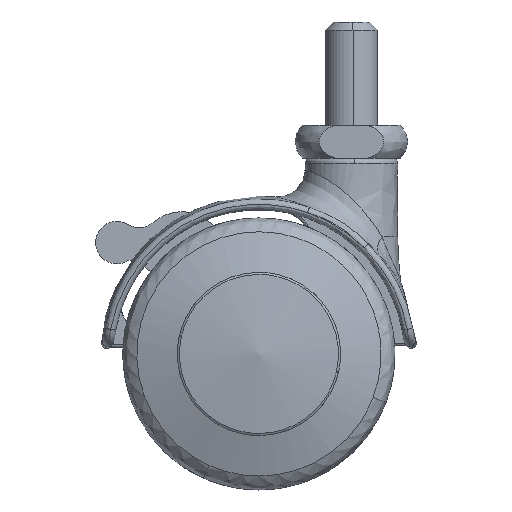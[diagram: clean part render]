
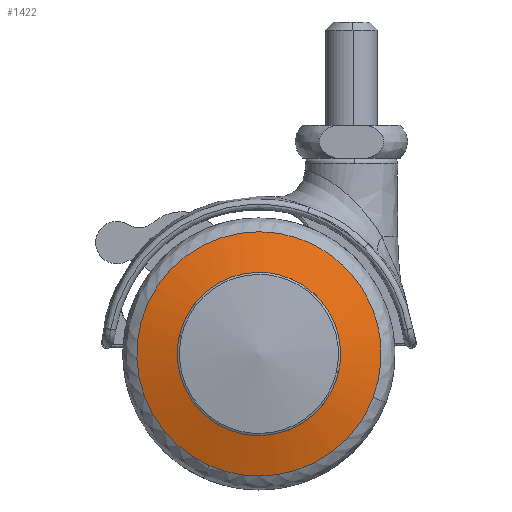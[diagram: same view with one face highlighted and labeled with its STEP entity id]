
A CAD part, front view. The second image highlights one B-rep face of the part: STEP entity #1422.
In plain terms, the highlighted free-form (B-spline) face has degree [2, 2] with [4, 4] control points.
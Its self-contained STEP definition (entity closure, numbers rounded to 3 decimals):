
#688=CARTESIAN_POINT('',(14.895,-20.67,-1.77));
#689=VERTEX_POINT('',#688);
#690=CARTESIAN_POINT('',(0.0,-20.67,15.0));
#691=VERTEX_POINT('',#690);
#692=CARTESIAN_POINT('',(14.895,-20.67,-1.77));
#693=CARTESIAN_POINT('',(15.,-20.67,-0.888));
#694=CARTESIAN_POINT('',(15.0,-20.67,0.));
#695=CARTESIAN_POINT('',(15.,-20.67,15.));
#696=CARTESIAN_POINT('',(0.0,-20.67,15.0));
#704=(BOUNDED_CURVE()B_SPLINE_CURVE(2,(#692,#693,#694,#695,#696),.UNSPECIFIED.,.F.,.U.)B_SPLINE_CURVE_WITH_KNOTS((3,2,3),(0.23,0.25,0.5),.UNSPECIFIED.)CURVE()GEOMETRIC_REPRESENTATION_ITEM()RATIONAL_B_SPLINE_CURVE((0.956,0.976,1.0,0.707,1.0))REPRESENTATION_ITEM(''));
#705=EDGE_CURVE('',#689,#691,#704,.T.);
#707=CARTESIAN_POINT('',(-14.972,-20.67,0.916));
#708=VERTEX_POINT('',#707);
#709=CARTESIAN_POINT('',(0.0,-20.67,15.0));
#710=CARTESIAN_POINT('',(-14.111,-20.67,15.));
#711=CARTESIAN_POINT('',(-14.972,-20.67,0.916));
#719=(BOUNDED_CURVE()B_SPLINE_CURVE(2,(#709,#710,#711),.UNSPECIFIED.,.F.,.U.)B_SPLINE_CURVE_WITH_KNOTS((3,3),(0.5,0.739),.UNSPECIFIED.)CURVE()GEOMETRIC_REPRESENTATION_ITEM()RATIONAL_B_SPLINE_CURVE((1.0,0.72,0.976))REPRESENTATION_ITEM(''));
#720=EDGE_CURVE('',#691,#708,#719,.T.);
#787=CARTESIAN_POINT('',(0.0,-20.67,-15.0));
#788=VERTEX_POINT('',#787);
#789=CARTESIAN_POINT('',(0.0,-20.67,-15.0));
#790=CARTESIAN_POINT('',(13.323,-20.67,-15.));
#791=CARTESIAN_POINT('',(14.895,-20.67,-1.77));
#799=(BOUNDED_CURVE()B_SPLINE_CURVE(2,(#789,#790,#791),.UNSPECIFIED.,.F.,.U.)B_SPLINE_CURVE_WITH_KNOTS((3,3),(0.0,0.23),.UNSPECIFIED.)CURVE()GEOMETRIC_REPRESENTATION_ITEM()RATIONAL_B_SPLINE_CURVE((1.0,0.731,0.956))REPRESENTATION_ITEM(''));
#800=EDGE_CURVE('',#788,#689,#799,.T.);
#834=CARTESIAN_POINT('',(-14.972,-20.67,0.916));
#835=CARTESIAN_POINT('',(-15.,-20.67,0.458));
#836=CARTESIAN_POINT('',(-15.0,-20.67,0.));
#837=CARTESIAN_POINT('',(-15.,-20.67,-15.));
#838=CARTESIAN_POINT('',(0.0,-20.67,-15.0));
#846=(BOUNDED_CURVE()B_SPLINE_CURVE(2,(#834,#835,#836,#837,#838),.UNSPECIFIED.,.F.,.U.)B_SPLINE_CURVE_WITH_KNOTS((3,2,3),(0.739,0.75,1.0),.UNSPECIFIED.)CURVE()GEOMETRIC_REPRESENTATION_ITEM()RATIONAL_B_SPLINE_CURVE((0.976,0.988,1.0,0.707,1.0))REPRESENTATION_ITEM(''));
#847=EDGE_CURVE('',#708,#788,#846,.T.);
#1070=CARTESIAN_POINT('',(-9.183,-18.326,-20.473));
#1071=VERTEX_POINT('',#1070);
#1085=CARTESIAN_POINT('',(0.0,-18.326,22.438));
#1086=VERTEX_POINT('',#1085);
#1087=CARTESIAN_POINT('',(0.0,-18.326,22.438));
#1088=CARTESIAN_POINT('',(-22.438,-18.326,22.438));
#1089=CARTESIAN_POINT('',(-22.438,-18.326,0.));
#1090=CARTESIAN_POINT('',(-22.438,-18.326,-14.527));
#1091=CARTESIAN_POINT('',(-9.183,-18.326,-20.473));
#1099=(BOUNDED_CURVE()B_SPLINE_CURVE(2,(#1087,#1088,#1089,#1090,#1091),.UNSPECIFIED.,.F.,.U.)B_SPLINE_CURVE_WITH_KNOTS((3,2,3),(0.0,0.25,0.43),.UNSPECIFIED.)CURVE()GEOMETRIC_REPRESENTATION_ITEM()RATIONAL_B_SPLINE_CURVE((1.0,0.707,1.0,0.789,0.882))REPRESENTATION_ITEM(''));
#1100=EDGE_CURVE('',#1086,#1071,#1099,.T.);
#1102=CARTESIAN_POINT('',(20.965,-18.326,-7.997));
#1103=VERTEX_POINT('',#1102);
#1104=CARTESIAN_POINT('',(20.965,-18.326,-7.997));
#1105=CARTESIAN_POINT('',(22.438,-18.326,-4.134));
#1106=CARTESIAN_POINT('',(22.438,-18.326,0.));
#1107=CARTESIAN_POINT('',(22.438,-18.326,22.438));
#1108=CARTESIAN_POINT('',(0.0,-18.326,22.438));
#1116=(BOUNDED_CURVE()B_SPLINE_CURVE(2,(#1104,#1105,#1106,#1107,#1108),.UNSPECIFIED.,.F.,.U.)B_SPLINE_CURVE_WITH_KNOTS((3,2,3),(0.689,0.75,1.0),.UNSPECIFIED.)CURVE()GEOMETRIC_REPRESENTATION_ITEM()RATIONAL_B_SPLINE_CURVE((0.893,0.929,1.0,0.707,1.0))REPRESENTATION_ITEM(''));
#1117=EDGE_CURVE('',#1103,#1086,#1116,.T.);
#1162=CARTESIAN_POINT('',(0.0,-18.326,-22.438));
#1163=VERTEX_POINT('',#1162);
#1164=CARTESIAN_POINT('',(0.0,-18.326,-22.438));
#1165=CARTESIAN_POINT('',(15.456,-18.326,-22.438));
#1166=CARTESIAN_POINT('',(20.965,-18.326,-7.997));
#1174=(BOUNDED_CURVE()B_SPLINE_CURVE(2,(#1164,#1165,#1166),.UNSPECIFIED.,.F.,.U.)B_SPLINE_CURVE_WITH_KNOTS((3,3),(0.5,0.689),.UNSPECIFIED.)CURVE()GEOMETRIC_REPRESENTATION_ITEM()RATIONAL_B_SPLINE_CURVE((1.0,0.778,0.893))REPRESENTATION_ITEM(''));
#1175=EDGE_CURVE('',#1163,#1103,#1174,.T.);
#1177=CARTESIAN_POINT('',(-9.183,-18.326,-20.473));
#1178=CARTESIAN_POINT('',(-4.802,-18.326,-22.438));
#1179=CARTESIAN_POINT('',(0.0,-18.326,-22.438));
#1187=(BOUNDED_CURVE()B_SPLINE_CURVE(2,(#1177,#1178,#1179),.UNSPECIFIED.,.F.,.U.)B_SPLINE_CURVE_WITH_KNOTS((3,3),(0.43,0.5),.UNSPECIFIED.)CURVE()GEOMETRIC_REPRESENTATION_ITEM()RATIONAL_B_SPLINE_CURVE((0.882,0.919,1.0))REPRESENTATION_ITEM(''));
#1188=EDGE_CURVE('',#1071,#1163,#1187,.T.);
#1386=CARTESIAN_POINT('',(-23.552,-12.863,-23.562));
#1387=CARTESIAN_POINT('',(-12.249,-17.486,-24.508));
#1388=CARTESIAN_POINT('',(12.251,-17.486,-24.508));
#1389=CARTESIAN_POINT('',(23.556,-12.862,-23.562));
#1390=CARTESIAN_POINT('',(-24.498,-17.49,-12.254));
#1391=CARTESIAN_POINT('',(-12.761,-22.5,-12.767));
#1392=CARTESIAN_POINT('',(12.763,-22.5,-12.767));
#1393=CARTESIAN_POINT('',(24.502,-17.489,-12.254));
#1394=CARTESIAN_POINT('',(-24.498,-17.49,12.254));
#1395=CARTESIAN_POINT('',(-12.761,-22.5,12.767));
#1396=CARTESIAN_POINT('',(12.763,-22.5,12.767));
#1397=CARTESIAN_POINT('',(24.502,-17.489,12.254));
#1398=CARTESIAN_POINT('',(-23.552,-12.863,23.562));
#1399=CARTESIAN_POINT('',(-12.249,-17.486,24.508));
#1400=CARTESIAN_POINT('',(12.251,-17.486,24.508));
#1401=CARTESIAN_POINT('',(23.556,-12.862,23.562));
#1409=(BOUNDED_SURFACE()B_SPLINE_SURFACE(2,2,((#1386,#1390,#1394,#1398),(#1387,#1391,#1395,#1399),(#1388,#1392,#1396,#1400),(#1389,#1393,#1397,#1401)),.UNSPECIFIED.,.F.,.F.,.U.)B_SPLINE_SURFACE_WITH_KNOTS((3,1,3),(3,1,3),(10.686,35.153,59.624),(10.676,35.153,59.63),.UNSPECIFIED.)GEOMETRIC_REPRESENTATION_ITEM()RATIONAL_B_SPLINE_SURFACE(((1.084,1.042,1.042,1.084),(1.042,1.0,1.0,1.042),(1.042,1.0,1.0,1.042),(1.084,1.042,1.042,1.084)))REPRESENTATION_ITEM('')SURFACE());
#1410=ORIENTED_EDGE('',*,*,#1100,.T.);
#1411=ORIENTED_EDGE('',*,*,#1188,.T.);
#1412=ORIENTED_EDGE('',*,*,#1175,.T.);
#1413=ORIENTED_EDGE('',*,*,#1117,.T.);
#1414=EDGE_LOOP('',(#1410,#1411,#1412,#1413));
#1415=FACE_OUTER_BOUND('',#1414,.T.);
#1416=ORIENTED_EDGE('',*,*,#720,.F.);
#1417=ORIENTED_EDGE('',*,*,#705,.F.);
#1418=ORIENTED_EDGE('',*,*,#800,.F.);
#1419=ORIENTED_EDGE('',*,*,#847,.F.);
#1420=EDGE_LOOP('',(#1416,#1417,#1418,#1419));
#1421=FACE_BOUND('',#1420,.T.);
#1422=ADVANCED_FACE('',(#1415,#1421),#1409,.T.);
